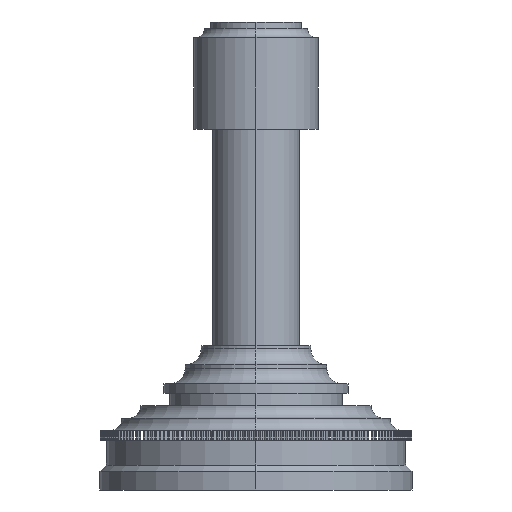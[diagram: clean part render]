
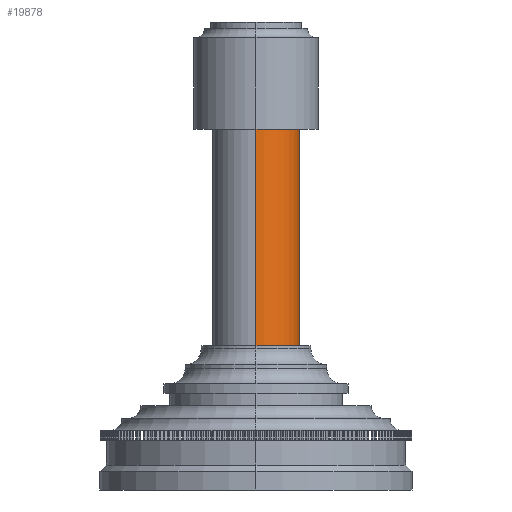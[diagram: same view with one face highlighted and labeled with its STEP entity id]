
A CAD part, left-side view. The second image highlights one B-rep face of the part: STEP entity #19878.
In plain terms, the highlighted cylindrical face has radius 8.89 mm (diameter 17.78 mm), a partial arc.
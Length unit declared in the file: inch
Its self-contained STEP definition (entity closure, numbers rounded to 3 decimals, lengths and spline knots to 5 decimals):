
#19379=CARTESIAN_POINT('',(-2.775,0.,-1.5805));
#19380=CARTESIAN_POINT('',(-2.775,-0.00661,-1.5805));
#19381=CARTESIAN_POINT('',(-2.77537,-0.01938,
-1.57884));
#19382=CARTESIAN_POINT('',(-2.77689,-0.03765,
-1.57164));
#19383=CARTESIAN_POINT('',(-2.77902,-0.05358,
-1.56049));
#19384=CARTESIAN_POINT('',(-2.78135,-0.06671,
-1.54632));
#19385=CARTESIAN_POINT('',(-2.7835,-0.07683,
-1.52972));
#19386=CARTESIAN_POINT('',(-2.78513,-0.08364,
-1.51166));
#19387=CARTESIAN_POINT('',(-2.78602,-0.08713,-1.49246));
#19388=CARTESIAN_POINT('',(-2.78603,-0.08718,
-1.47315));
#19389=CARTESIAN_POINT('',(-2.78517,-0.08381,
-1.45397));
#19390=CARTESIAN_POINT('',(-2.78357,-0.07713,
-1.4359));
#19391=CARTESIAN_POINT('',(-2.78144,-0.06717,
-1.4193));
#19392=CARTESIAN_POINT('',(-2.77912,-0.05419,
-1.40505));
#19393=CARTESIAN_POINT('',(-2.77697,-0.03837,
-1.39374));
#19394=CARTESIAN_POINT('',(-2.77539,-0.01997,
-1.38628));
#19395=CARTESIAN_POINT('',(-2.775,-0.00684,-1.3845));
#19396=CARTESIAN_POINT('',(-2.775,0.,-1.3845));
#19398=CARTESIAN_POINT('',(-3.125,0.,-2.1015));
#19399=DIRECTION('',(0.,0.,-1.));
#19400=DIRECTION('',(1.,0.,0.));
#19401=AXIS2_PLACEMENT_3D('',#19398,#19399,#19400);
#19403=CARTESIAN_POINT('',(-3.125,0.,-0.3675));
#19404=DIRECTION('',(0.,0.,1.));
#19405=DIRECTION('',(-1.,0.,0.));
#19406=AXIS2_PLACEMENT_3D('',#19403,#19404,#19405);
#19427=DIRECTION('',(0.,0.,-1.));
#19428=VECTOR('',#19427,1.017);
#19429=CARTESIAN_POINT('',(-2.775,0.,-0.3675));
#19430=LINE('',#19429,#19428);
#19436=DIRECTION('',(0.,0.,-1.));
#19437=VECTOR('',#19436,1.734);
#19438=CARTESIAN_POINT('',(-3.475,0.,-0.3675));
#19439=LINE('',#19438,#19437);
#19445=DIRECTION('',(0.,0.,-1.));
#19446=VECTOR('',#19445,0.521);
#19447=CARTESIAN_POINT('',(-2.775,0.,-1.5805));
#19448=LINE('',#19447,#19446);
#19634=CARTESIAN_POINT('',(-3.475,0.,-2.1015));
#19635=CARTESIAN_POINT('',(-2.775,0.,-2.1015));
#19636=VERTEX_POINT('',#19634);
#19637=VERTEX_POINT('',#19635);
#19638=CARTESIAN_POINT('',(-3.475,0.,-0.3675));
#19639=CARTESIAN_POINT('',(-2.775,0.,-0.3675));
#19640=VERTEX_POINT('',#19638);
#19641=VERTEX_POINT('',#19639);
#19662=VERTEX_POINT('',#19379);
#19663=VERTEX_POINT('',#19396);
#19859=CARTESIAN_POINT('',(-3.125,0.,-2.5095));
#19860=DIRECTION('',(0.,0.,1.));
#19861=DIRECTION('',(1.,0.,0.));
#19862=AXIS2_PLACEMENT_3D('',#19859,#19860,#19861);
#19863=CYLINDRICAL_SURFACE('',#19862,0.35);
#19865=ORIENTED_EDGE('',*,*,#19864,.F.);
#19867=ORIENTED_EDGE('',*,*,#19866,.T.);
#19869=ORIENTED_EDGE('',*,*,#19868,.T.);
#19871=ORIENTED_EDGE('',*,*,#19870,.F.);
#19873=ORIENTED_EDGE('',*,*,#19872,.T.);
#19875=ORIENTED_EDGE('',*,*,#19874,.T.);
#19876=EDGE_LOOP('',(#19865,#19867,#19869,#19871,#19873,#19875));
#19877=FACE_OUTER_BOUND('',#19876,.F.);
#19878=ADVANCED_FACE('',(#19877),#19863,.T.);
#19397=B_SPLINE_CURVE_WITH_KNOTS('',3,(#19379,#19380,#19381,#19382,#19383,
#19384,#19385,#19386,#19387,#19388,#19389,#19390,#19391,#19392,#19393,#19394,
#19395,#19396),.UNSPECIFIED.,.F.,.F.,(4,1,1,1,1,1,1,1,1,1,1,1,1,1,1,4),(0.,
0.06667,0.13333,0.2,0.26667,0.33333,
0.4,0.46667,0.53333,0.6,0.66667,
0.73333,0.8,0.86667,0.93333,1.),
.UNSPECIFIED.);
#19402=CIRCLE('',#19401,0.35);
#19407=CIRCLE('',#19406,0.35);
#19864=EDGE_CURVE('',#19662,#19663,#19397,.T.);
#19866=EDGE_CURVE('',#19662,#19637,#19448,.T.);
#19868=EDGE_CURVE('',#19637,#19636,#19402,.T.);
#19870=EDGE_CURVE('',#19640,#19636,#19439,.T.);
#19872=EDGE_CURVE('',#19640,#19641,#19407,.T.);
#19874=EDGE_CURVE('',#19641,#19663,#19430,.T.);
